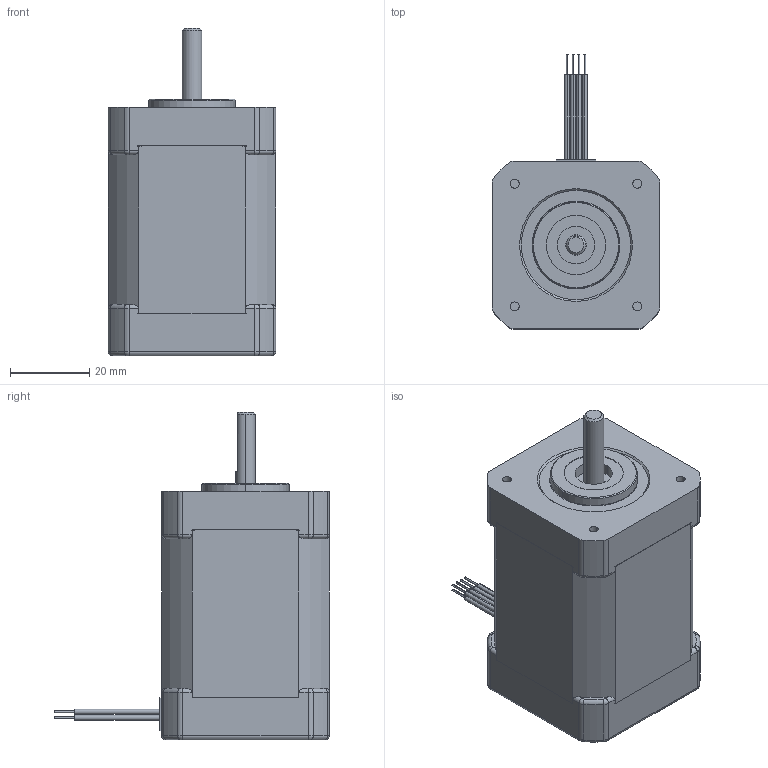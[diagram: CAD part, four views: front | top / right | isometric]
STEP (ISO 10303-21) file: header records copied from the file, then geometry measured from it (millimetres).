
FILE_DESCRIPTION (( 'STEP AP214' ), '1' );
FILE_NAME ('HT17-278_RevF.STEP', '2021-06-15T22:00:21', ( '' ), ( '' ), 'SwSTEP 2.0', 'SolidWorks 2017', '' );
FILE_SCHEMA (( 'AUTOMOTIVE_DESIGN' ));
Length unit declared in the file: millimetre
Products named in the file (5): STACK HT17-278; SHAFT HT17-278; HT17-278_RevF; REAR END BELL HT17; FRONT ENDBELL HT17
Assembly tree (4 placements, depth 2):
  HT17-278_RevF
    REAR END BELL HT17
    STACK HT17-278
    FRONT ENDBELL HT17
    SHAFT HT17-278
Bounding box: 42.3 x 69.3 x 82.8 mm (x, y, z)
Volume: 108953.4 mm3; surface area: 25683.3 mm2
Topology: 29 solids, 29 shells, 427 faces, 955 edges, 595 vertices
Faces by surface type: cylinder 184, plane 164, torus 46, cone 25, sphere 8
Entity records: 13477 total; most frequent: DIRECTION 2330, CARTESIAN_POINT 2166, ORIENTED_EDGE 1894, AXIS2_PLACEMENT_3D 967, EDGE_CURVE 947, VERTEX_POINT 595, CIRCLE 533, EDGE_LOOP 482
